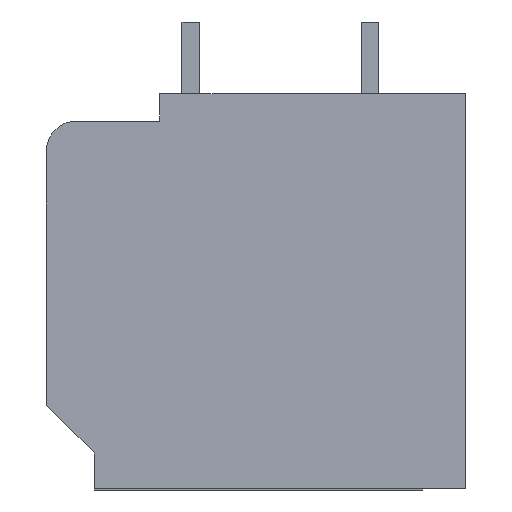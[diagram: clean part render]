
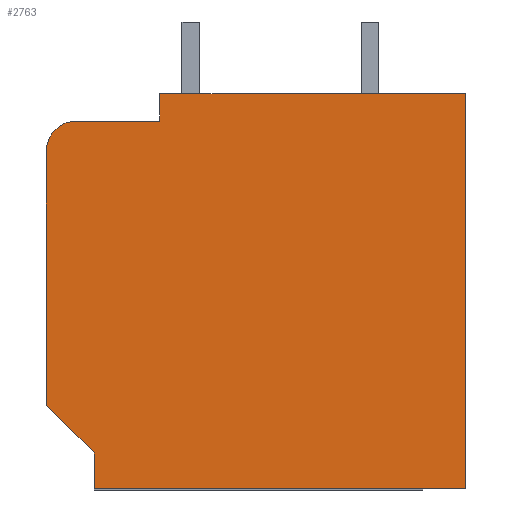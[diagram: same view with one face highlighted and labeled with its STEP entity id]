
A CAD part, left-side view. The second image highlights one B-rep face of the part: STEP entity #2763.
In plain terms, the highlighted planar face has unit normal (-1, 0, 0).
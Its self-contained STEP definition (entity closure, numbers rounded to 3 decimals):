
#50 = VERTEX_POINT ( 'NONE', #542 ) ;
#52 = ORIENTED_EDGE ( 'NONE', *, *, #1401, .T. ) ;
#142 = DIRECTION ( 'NONE',  ( 0., 1., 0. ) ) ;
#260 = CIRCLE ( 'NONE', #1188, 25. ) ;
#366 = EDGE_CURVE ( 'NONE', #1313, #2284, #2914, .T. ) ;
#492 = VERTEX_POINT ( 'NONE', #1855 ) ;
#505 = VECTOR ( 'NONE', #2934, 1000. ) ;
#528 = AXIS2_PLACEMENT_3D ( 'NONE', #1098, #3028, #2193 ) ;
#542 = CARTESIAN_POINT ( 'NONE',  ( -141., 311., 30. ) ) ;
#616 = VERTEX_POINT ( 'NONE', #1315 ) ;
#678 = CARTESIAN_POINT ( 'NONE',  ( -141., 0., 0. ) ) ;
#679 = VECTOR ( 'NONE', #3361, 1000. ) ;
#763 = FACE_OUTER_BOUND ( 'NONE', #2923, .T. ) ;
#777 = VECTOR ( 'NONE', #1990, 1000. ) ;
#822 = LINE ( 'NONE', #2066, #2784 ) ;
#861 = DIRECTION ( 'NONE',  ( 0., 0., -1. ) ) ;
#1098 = CARTESIAN_POINT ( 'NONE',  ( -141., 0., 345. ) ) ;
#1188 = AXIS2_PLACEMENT_3D ( 'NONE', #1409, #3067, #861 ) ;
#1231 = DIRECTION ( 'NONE',  ( 0., -1., 0. ) ) ;
#1232 = ORIENTED_EDGE ( 'NONE', *, *, #1734, .T. ) ;
#1235 = CARTESIAN_POINT ( 'NONE',  ( -141., 0., 345. ) ) ;
#1243 = ORIENTED_EDGE ( 'NONE', *, *, #1758, .T. ) ;
#1298 = CARTESIAN_POINT ( 'NONE',  ( -141., 351., 345. ) ) ;
#1313 = VERTEX_POINT ( 'NONE', #2746 ) ;
#1315 = CARTESIAN_POINT ( 'NONE',  ( -141., 256., 331. ) ) ;
#1401 = EDGE_CURVE ( 'NONE', #3214, #1488, #260, .T. ) ;
#1409 = CARTESIAN_POINT ( 'NONE',  ( -141., 326., 283. ) ) ;
#1488 = VERTEX_POINT ( 'NONE', #3395 ) ;
#1654 = CARTESIAN_POINT ( 'NONE',  ( -141., 311., 0. ) ) ;
#1734 = EDGE_CURVE ( 'NONE', #2092, #2284, #3588, .T. ) ;
#1756 = EDGE_CURVE ( 'NONE', #50, #2092, #2612, .T. ) ;
#1758 = EDGE_CURVE ( 'NONE', #492, #3214, #822, .T. ) ;
#1823 = VECTOR ( 'NONE', #2930, 1000. ) ;
#1838 = EDGE_CURVE ( 'NONE', #616, #492, #3499, .T. ) ;
#1855 = CARTESIAN_POINT ( 'NONE',  ( -141., 256., 308. ) ) ;
#1889 = ORIENTED_EDGE ( 'NONE', *, *, #2067, .T. ) ;
#1990 = DIRECTION ( 'NONE',  ( 0., 0., -1. ) ) ;
#2066 = CARTESIAN_POINT ( 'NONE',  ( -141., 0., 308. ) ) ;
#2067 = EDGE_CURVE ( 'NONE', #1313, #616, #3301, .T. ) ;
#2092 = VERTEX_POINT ( 'NONE', #1654 ) ;
#2098 = CARTESIAN_POINT ( 'NONE',  ( -141., 256., 345. ) ) ;
#2162 = EDGE_CURVE ( 'NONE', #2770, #50, #3041, .T. ) ;
#2193 = DIRECTION ( 'NONE',  ( 0., 0., -1. ) ) ;
#2200 = CARTESIAN_POINT ( 'NONE',  ( -141., 0., 331. ) ) ;
#2215 = CARTESIAN_POINT ( 'NONE',  ( -141., 351., 70. ) ) ;
#2265 = LINE ( 'NONE', #1298, #505 ) ;
#2284 = VERTEX_POINT ( 'NONE', #2337 ) ;
#2293 = CARTESIAN_POINT ( 'NONE',  ( -141., 313., 32. ) ) ;
#2337 = CARTESIAN_POINT ( 'NONE',  ( -141., 0., 0. ) ) ;
#2484 = PLANE ( 'NONE',  #528 ) ;
#2612 = LINE ( 'NONE', #2639, #3494 ) ;
#2639 = CARTESIAN_POINT ( 'NONE',  ( -141., 311., 345. ) ) ;
#2664 = EDGE_CURVE ( 'NONE', #1488, #2770, #2265, .T. ) ;
#2746 = CARTESIAN_POINT ( 'NONE',  ( -141., 0., 331. ) ) ;
#2761 = ORIENTED_EDGE ( 'NONE', *, *, #2162, .T. ) ;
#2763 = ADVANCED_FACE ( 'NONE', ( #763 ), #2484, .F. ) ;
#2770 = VERTEX_POINT ( 'NONE', #2215 ) ;
#2784 = VECTOR ( 'NONE', #142, 1000. ) ;
#2867 = VECTOR ( 'NONE', #1231, 1000. ) ;
#2896 = DIRECTION ( 'NONE',  ( 0., 0., -1. ) ) ;
#2914 = LINE ( 'NONE', #1235, #777 ) ;
#2923 = EDGE_LOOP ( 'NONE', ( #3479, #1889, #3114, #1243, #52, #3405, #2761, #3564, #1232 ) ) ;
#2930 = DIRECTION ( 'NONE',  ( 0., 0., -1. ) ) ;
#2933 = CARTESIAN_POINT ( 'NONE',  ( -141., 326., 308. ) ) ;
#2934 = DIRECTION ( 'NONE',  ( 0., 0., -1. ) ) ;
#2951 = VECTOR ( 'NONE', #3321, 1000. ) ;
#3028 = DIRECTION ( 'NONE',  ( 1., 0., 0. ) ) ;
#3041 = LINE ( 'NONE', #2293, #679 ) ;
#3067 = DIRECTION ( 'NONE',  ( -1., 0., 0. ) ) ;
#3114 = ORIENTED_EDGE ( 'NONE', *, *, #1838, .T. ) ;
#3214 = VERTEX_POINT ( 'NONE', #2933 ) ;
#3301 = LINE ( 'NONE', #2200, #2951 ) ;
#3321 = DIRECTION ( 'NONE',  ( 0., 1., 0. ) ) ;
#3361 = DIRECTION ( 'NONE',  ( 0., -0.707, -0.707 ) ) ;
#3395 = CARTESIAN_POINT ( 'NONE',  ( -141., 351., 283. ) ) ;
#3405 = ORIENTED_EDGE ( 'NONE', *, *, #2664, .T. ) ;
#3479 = ORIENTED_EDGE ( 'NONE', *, *, #366, .F. ) ;
#3494 = VECTOR ( 'NONE', #2896, 1000. ) ;
#3499 = LINE ( 'NONE', #2098, #1823 ) ;
#3564 = ORIENTED_EDGE ( 'NONE', *, *, #1756, .T. ) ;
#3588 = LINE ( 'NONE', #678, #2867 ) ;
